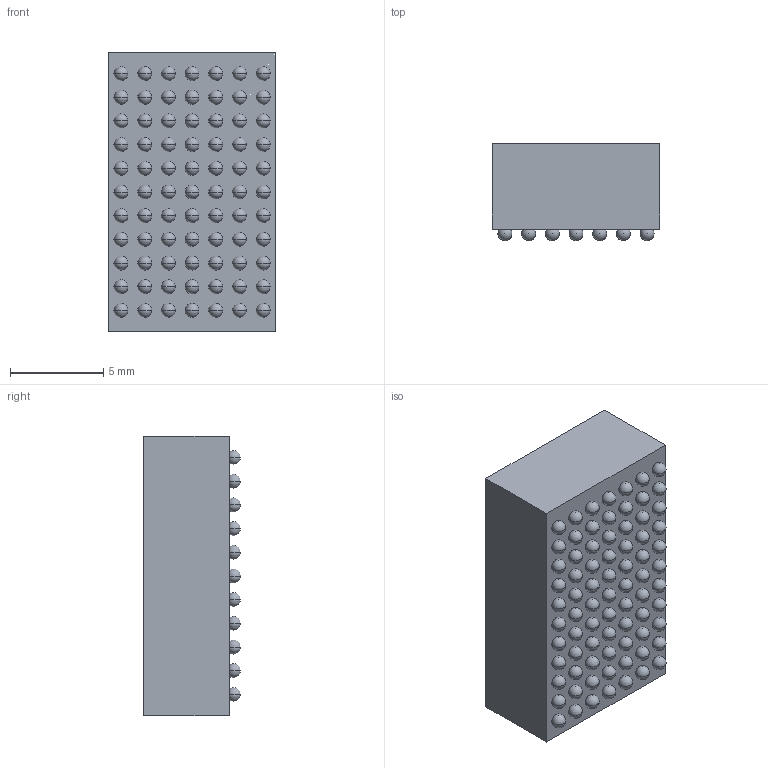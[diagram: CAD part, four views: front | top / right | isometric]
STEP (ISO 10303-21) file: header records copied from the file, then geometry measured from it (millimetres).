
FILE_DESCRIPTION (( 'STEP AP214' ), '1' );
FILE_NAME ('LTM4644EY#PBF.STEP', '2020-06-22T21:54:12', ( '' ), ( '' ), 'SwSTEP 2.0', 'SolidWorks 2018', '' );
FILE_SCHEMA (( 'AUTOMOTIVE_DESIGN' ));
Length unit declared in the file: millimetre
Products named in the file (1): LTM4644EY#PBF
Bounding box: 9 x 5.21 x 15 mm (x, y, z)
Volume: 637.6 mm3; surface area: 621.9 mm2
Topology: 78 solids, 78 shells, 237 faces, 705 edges, 470 vertices
Faces by surface type: sphere 154, plane 83
Entity records: 5965 total; most frequent: DIRECTION 1104, CARTESIAN_POINT 797, ORIENTED_EDGE 640, AXIS2_PLACEMENT_3D 546, EDGE_CURVE 320, CIRCLE 308, VERTEX_POINT 239, ADVANCED_FACE 237
